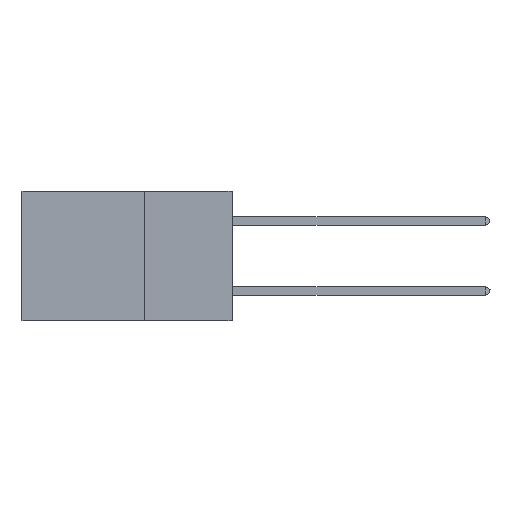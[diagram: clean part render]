
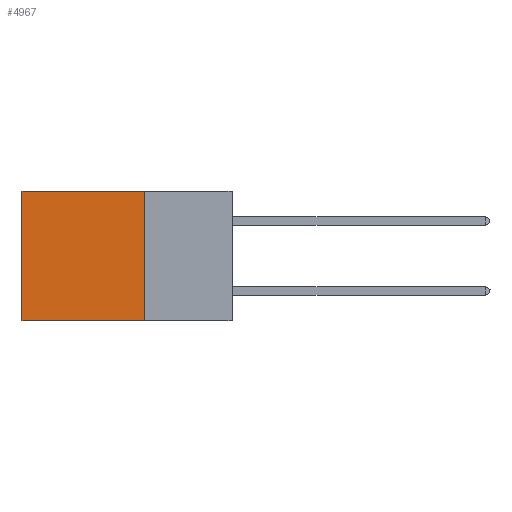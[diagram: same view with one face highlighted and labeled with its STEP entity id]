
A CAD part, left-side view. The second image highlights one B-rep face of the part: STEP entity #4967.
In plain terms, the highlighted planar face has unit normal (-1, 0, 0).
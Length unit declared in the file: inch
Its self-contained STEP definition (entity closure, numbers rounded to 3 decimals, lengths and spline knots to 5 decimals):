
#9 = DIRECTION ( 'NONE',  ( 0., 1., 0. ) ) ;
#974 = LINE ( 'NONE', #8488, #5104 ) ;
#2228 = CARTESIAN_POINT ( 'NONE',  ( 0.2875, 0.25, -0.37 ) ) ;
#2855 = FACE_OUTER_BOUND ( 'NONE', #9505, .T. ) ;
#3816 = AXIS2_PLACEMENT_3D ( 'NONE', #20254, #22303, #5755 ) ;
#4967 = ADVANCED_FACE ( 'NONE', ( #2855 ), #11462, .F. ) ;
#5104 = VECTOR ( 'NONE', #10393, 39.37008 ) ;
#5375 = EDGE_CURVE ( 'NONE', #19251, #8885, #15223, .T. ) ;
#5410 = CARTESIAN_POINT ( 'NONE',  ( 0.2875, 0.25, 0. ) ) ;
#5755 = DIRECTION ( 'NONE',  ( 0., 0., -1. ) ) ;
#7802 = DIRECTION ( 'NONE',  ( 0., 0., -1. ) ) ;
#8488 = CARTESIAN_POINT ( 'NONE',  ( 0.2875, 0.25, 0. ) ) ;
#8885 = VERTEX_POINT ( 'NONE', #9861 ) ;
#9505 = EDGE_LOOP ( 'NONE', ( #15890, #10606, #15593, #10211 ) ) ;
#9861 = CARTESIAN_POINT ( 'NONE',  ( 0.2875, 0.6, -0.37 ) ) ;
#9941 = CARTESIAN_POINT ( 'NONE',  ( 0.2875, 0.6, 0. ) ) ;
#9996 = VECTOR ( 'NONE', #7802, 39.37008 ) ;
#10211 = ORIENTED_EDGE ( 'NONE', *, *, #16285, .T. ) ;
#10393 = DIRECTION ( 'NONE',  ( 0., 0., -1. ) ) ;
#10606 = ORIENTED_EDGE ( 'NONE', *, *, #5375, .F. ) ;
#11462 = PLANE ( 'NONE',  #3816 ) ;
#15004 = EDGE_CURVE ( 'NONE', #22076, #8885, #20002, .T. ) ;
#15223 = LINE ( 'NONE', #19488, #21152 ) ;
#15593 = ORIENTED_EDGE ( 'NONE', *, *, #18653, .F. ) ;
#15890 = ORIENTED_EDGE ( 'NONE', *, *, #15004, .T. ) ;
#16285 = EDGE_CURVE ( 'NONE', #17399, #22076, #17286, .T. ) ;
#17286 = LINE ( 'NONE', #5410, #20231 ) ;
#17399 = VERTEX_POINT ( 'NONE', #23543 ) ;
#17413 = CARTESIAN_POINT ( 'NONE',  ( 0.2875, 0.6, 0. ) ) ;
#18653 = EDGE_CURVE ( 'NONE', #17399, #19251, #974, .T. ) ;
#19158 = DIRECTION ( 'NONE',  ( 0., 1., 0. ) ) ;
#19251 = VERTEX_POINT ( 'NONE', #2228 ) ;
#19488 = CARTESIAN_POINT ( 'NONE',  ( 0.2875, 0.25, -0.37 ) ) ;
#20002 = LINE ( 'NONE', #9941, #9996 ) ;
#20231 = VECTOR ( 'NONE', #9, 39.37008 ) ;
#20254 = CARTESIAN_POINT ( 'NONE',  ( 0.2875, 0.25, 0. ) ) ;
#21152 = VECTOR ( 'NONE', #19158, 39.37008 ) ;
#22076 = VERTEX_POINT ( 'NONE', #17413 ) ;
#22303 = DIRECTION ( 'NONE',  ( 1., 0., 0. ) ) ;
#23543 = CARTESIAN_POINT ( 'NONE',  ( 0.2875, 0.25, 0. ) ) ;
